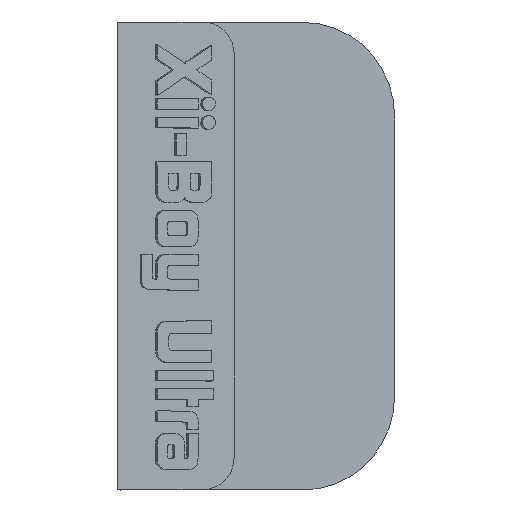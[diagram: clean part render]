
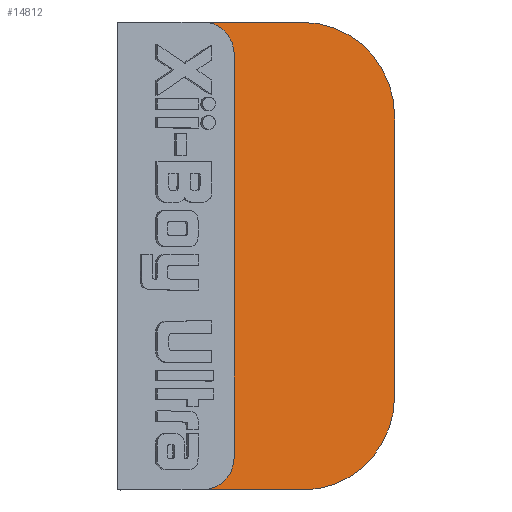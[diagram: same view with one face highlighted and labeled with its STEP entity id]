
A CAD part, top view. The second image highlights one B-rep face of the part: STEP entity #14812.
In plain terms, the highlighted planar face has unit normal (0.259, 0, 0.966).
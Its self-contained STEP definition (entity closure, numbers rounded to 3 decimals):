
#20=CIRCLE('',#15198,17.5);
#21=CIRCLE('',#15199,17.5);
#2110=FACE_OUTER_BOUND('',#2950,.T.);
#2950=EDGE_LOOP('',(#13605,#13606,#13607,#13608,#13609,#13610));
#4298=LINE('',#27657,#5648);
#4299=LINE('',#27661,#5649);
#4300=LINE('',#27665,#5650);
#4301=LINE('',#27668,#5651);
#5648=VECTOR('',#17297,10.);
#5649=VECTOR('',#17302,10.);
#5650=VECTOR('',#17305,10.);
#5651=VECTOR('',#17308,10.);
#7105=VERTEX_POINT('',#27654);
#7106=VERTEX_POINT('',#27656);
#7107=VERTEX_POINT('',#27660);
#7108=VERTEX_POINT('',#27662);
#7109=VERTEX_POINT('',#27664);
#7110=VERTEX_POINT('',#27666);
#9283=EDGE_CURVE('',#7105,#7106,#4298,.T.);
#9285=EDGE_CURVE('',#7105,#7107,#4299,.T.);
#9286=EDGE_CURVE('',#7108,#7107,#20,.T.);
#9287=EDGE_CURVE('',#7108,#7109,#4300,.T.);
#9288=EDGE_CURVE('',#7110,#7109,#21,.T.);
#9289=EDGE_CURVE('',#7106,#7110,#4301,.T.);
#13605=ORIENTED_EDGE('',*,*,#9283,.F.);
#13606=ORIENTED_EDGE('',*,*,#9285,.T.);
#13607=ORIENTED_EDGE('',*,*,#9286,.F.);
#13608=ORIENTED_EDGE('',*,*,#9287,.T.);
#13609=ORIENTED_EDGE('',*,*,#9288,.F.);
#13610=ORIENTED_EDGE('',*,*,#9289,.F.);
#14029=PLANE('',#15197);
#14812=ADVANCED_FACE('',(#2110),#14029,.T.);
#15197=AXIS2_PLACEMENT_3D('',#27659,#17300,#17301);
#15198=AXIS2_PLACEMENT_3D('',#27663,#17303,#17304);
#15199=AXIS2_PLACEMENT_3D('',#27667,#17306,#17307);
#17297=DIRECTION('',(0.,1.,0.));
#17300=DIRECTION('center_axis',(0.259,0.,0.966));
#17301=DIRECTION('ref_axis',(0.966,0.,-0.259));
#17302=DIRECTION('',(0.966,0.,-0.259));
#17303=DIRECTION('center_axis',(-0.259,0.,-0.966));
#17304=DIRECTION('ref_axis',(0.683,-0.707,-0.183));
#17305=DIRECTION('',(0.,1.,0.));
#17306=DIRECTION('center_axis',(-0.259,0.,-0.966));
#17307=DIRECTION('ref_axis',(0.683,0.707,-0.183));
#17308=DIRECTION('',(0.966,0.,-0.259));
#27654=CARTESIAN_POINT('',(-72.462,-43.275,-1.795));
#27656=CARTESIAN_POINT('',(-72.462,43.275,-1.795));
#27657=CARTESIAN_POINT('',(-72.462,-43.275,-1.795));
#27659=CARTESIAN_POINT('Origin',(-77.292,-43.275,-0.501));
#27660=CARTESIAN_POINT('',(-49.677,-43.275,-7.9));
#27661=CARTESIAN_POINT('',(-77.292,-43.275,-0.501));
#27662=CARTESIAN_POINT('',(-32.774,-25.775,-12.429));
#27663=CARTESIAN_POINT('Origin',(-49.677,-25.775,-7.9));
#27664=CARTESIAN_POINT('',(-32.774,25.775,-12.429));
#27665=CARTESIAN_POINT('',(-32.774,-43.275,-12.429));
#27666=CARTESIAN_POINT('',(-49.677,43.275,-7.9));
#27667=CARTESIAN_POINT('Origin',(-49.677,25.775,-7.9));
#27668=CARTESIAN_POINT('',(-77.292,43.275,-0.501));
